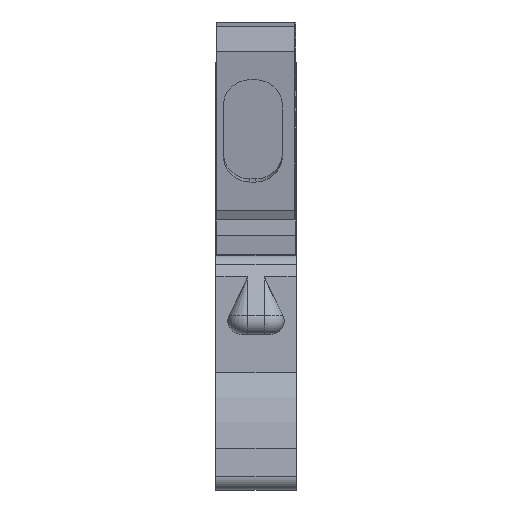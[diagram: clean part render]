
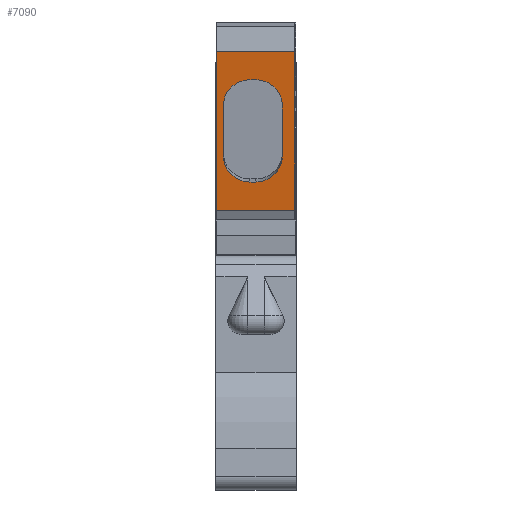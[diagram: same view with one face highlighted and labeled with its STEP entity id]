
A CAD part, front view. The second image highlights one B-rep face of the part: STEP entity #7090.
In plain terms, the highlighted face is planar.
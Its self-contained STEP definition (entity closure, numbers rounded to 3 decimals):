
#3130=CARTESIAN_POINT('',(-2.256,96.415,-35.525));
#3140=VERTEX_POINT('',#3130);
#3170=CARTESIAN_POINT('',(-16.172,77.267,-35.525));
#3180=DIRECTION('',(-0.588,-0.809,0.));
#3190=VECTOR('',#3180,1.);
#3200=LINE('',#3170,#3190);
#3210=CARTESIAN_POINT('',(11.971,115.991,-35.525));
#3220=VERTEX_POINT('',#3210);
#3230=EDGE_CURVE('',#3220,#3140,#3200,.T.);
#6090=CARTESIAN_POINT('',(-0.343,99.048,-39.269
));
#6100=DIRECTION('',(-0.809,0.588,
0.));
#6110=DIRECTION('',(0.588,0.809,
0.));
#6120=AXIS2_PLACEMENT_3D('',#6090,#6100,#6110);
#6130=PLANE('',#6120);
#6140=CARTESIAN_POINT('',(2.624,103.129,-41.425));
#6150=DIRECTION('',(-0.809,0.588,
0.));
#6160=DIRECTION('',(0.588,0.809,
0.));
#6170=AXIS2_PLACEMENT_3D('',#6140,#6150,#6160);
#6180=CIRCLE('',#6170,4.);
#6190=CARTESIAN_POINT('',(2.624,103.129,-45.425));
#6200=VERTEX_POINT('',#6190);
#6210=CARTESIAN_POINT('',(0.272,99.894,-41.425));
#6220=VERTEX_POINT('',#6210);
#6230=EDGE_CURVE('',#6200,#6220,#6180,.T.);
#6240=ORIENTED_EDGE('',*,*,#6230,.F.);
#6250=CARTESIAN_POINT('',(0.272,99.894,
-45.239));
#6260=DIRECTION('',(0.,0.,-1.));
#6270=VECTOR('',#6260,1.);
#6280=LINE('',#6250,#6270);
#6290=CARTESIAN_POINT('',(0.272,99.894,-40.525));
#6300=VERTEX_POINT('',#6290);
#6310=EDGE_CURVE('',#6300,#6220,#6280,.T.);
#6320=ORIENTED_EDGE('',*,*,#6310,.T.);
#6330=CARTESIAN_POINT('',(2.624,103.129,-40.525));
#6340=DIRECTION('',(-0.809,0.588,
0.));
#6350=DIRECTION('',(0.588,0.809,
0.));
#6360=AXIS2_PLACEMENT_3D('',#6330,#6340,#6350);
#6370=CIRCLE('',#6360,4.);
#6380=CARTESIAN_POINT('',(2.624,103.129,-36.525));
#6390=VERTEX_POINT('',#6380);
#6400=EDGE_CURVE('',#6300,#6390,#6370,.T.);
#6410=ORIENTED_EDGE('',*,*,#6400,.F.);
#6420=CARTESIAN_POINT('',(-16.172,77.267,-36.525));
#6430=DIRECTION('',(-0.588,-0.809,0.));
#6440=VECTOR('',#6430,1.);
#6450=LINE('',#6420,#6440);
#6460=CARTESIAN_POINT('',(7.092,109.277,-36.525));
#6470=VERTEX_POINT('',#6460);
#6480=EDGE_CURVE('',#6470,#6390,#6450,.T.);
#6490=ORIENTED_EDGE('',*,*,#6480,.T.);
#6500=CARTESIAN_POINT('',(7.092,109.277,-40.525));
#6510=DIRECTION('',(-0.809,0.588,
0.));
#6520=DIRECTION('',(0.588,0.809,
0.));
#6530=AXIS2_PLACEMENT_3D('',#6500,#6510,#6520);
#6540=CIRCLE('',#6530,4.);
#6550=CARTESIAN_POINT('',(9.443,112.513,-40.525));
#6560=VERTEX_POINT('',#6550);
#6570=EDGE_CURVE('',#6470,#6560,#6540,.T.);
#6580=ORIENTED_EDGE('',*,*,#6570,.F.);
#6590=CARTESIAN_POINT('',(9.443,112.513,
-45.239));
#6600=DIRECTION('',(0.,0.,1.));
#6610=VECTOR('',#6600,1.);
#6620=LINE('',#6590,#6610);
#6630=CARTESIAN_POINT('',(9.443,112.513,-41.425));
#6640=VERTEX_POINT('',#6630);
#6650=EDGE_CURVE('',#6640,#6560,#6620,.T.);
#6660=ORIENTED_EDGE('',*,*,#6650,.T.);
#6670=CARTESIAN_POINT('',(7.092,109.277,-41.425));
#6680=DIRECTION('',(-0.809,0.588,
0.));
#6690=DIRECTION('',(0.588,0.809,
0.));
#6700=AXIS2_PLACEMENT_3D('',#6670,#6680,#6690);
#6710=CIRCLE('',#6700,4.);
#6720=CARTESIAN_POINT('',(7.092,109.277,-45.425));
#6730=VERTEX_POINT('',#6720);
#6740=EDGE_CURVE('',#6640,#6730,#6710,.T.);
#6750=ORIENTED_EDGE('',*,*,#6740,.F.);
#6760=CARTESIAN_POINT('',(-16.172,77.267,-45.425));
#6770=DIRECTION('',(0.588,0.809,0.));
#6780=VECTOR('',#6770,1.);
#6790=LINE('',#6760,#6780);
#6800=EDGE_CURVE('',#6200,#6730,#6790,.T.);
#6810=ORIENTED_EDGE('',*,*,#6800,.T.);
#6820=EDGE_LOOP('',(#6810,#6750,#6660,#6580,#6490,#6410,#6320,#6240));
#6830=FACE_BOUND('',#6820,.T.);
#6840=ORIENTED_EDGE('',*,*,#3230,.F.);
#6850=CARTESIAN_POINT('',(-2.256,96.415,
-45.239));
#6860=DIRECTION('',(0.,0.,1.));
#6870=VECTOR('',#6860,1.);
#6880=LINE('',#6850,#6870);
#6890=CARTESIAN_POINT('',(-2.256,96.415,-47.325));
#6900=VERTEX_POINT('',#6890);
#6910=EDGE_CURVE('',#6900,#3140,#6880,.T.);
#6920=ORIENTED_EDGE('',*,*,#6910,.T.);
#6930=CARTESIAN_POINT('',(-16.172,77.267,-47.325));
#6940=DIRECTION('',(-0.588,-0.809,0.));
#6950=VECTOR('',#6940,1.);
#6960=LINE('',#6930,#6950);
#6970=CARTESIAN_POINT('',(11.971,115.991,-47.325));
#6980=VERTEX_POINT('',#6970);
#6990=EDGE_CURVE('',#6980,#6900,#6960,.T.);
#7000=ORIENTED_EDGE('',*,*,#6990,.T.);
#7010=CARTESIAN_POINT('',(11.971,115.991,
-45.239));
#7020=DIRECTION('',(0.,0.,-1.));
#7030=VECTOR('',#7020,1.);
#7040=LINE('',#7010,#7030);
#7050=EDGE_CURVE('',#3220,#6980,#7040,.T.);
#7060=ORIENTED_EDGE('',*,*,#7050,.T.);
#7070=EDGE_LOOP('',(#7060,#7000,#6920,#6840));
#7080=FACE_OUTER_BOUND('',#7070,.T.);
#7090=ADVANCED_FACE('',(#6830,#7080),#6130,.T.);
